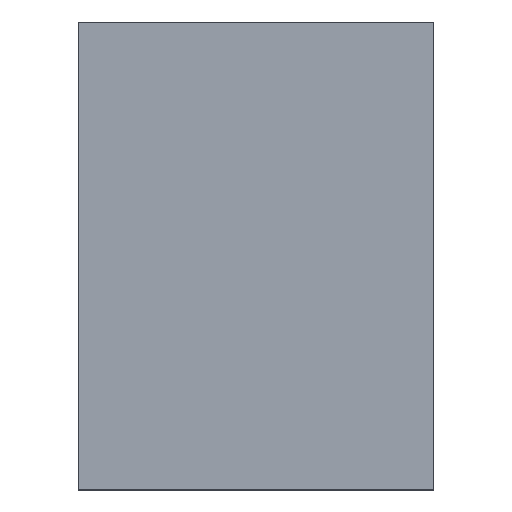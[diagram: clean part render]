
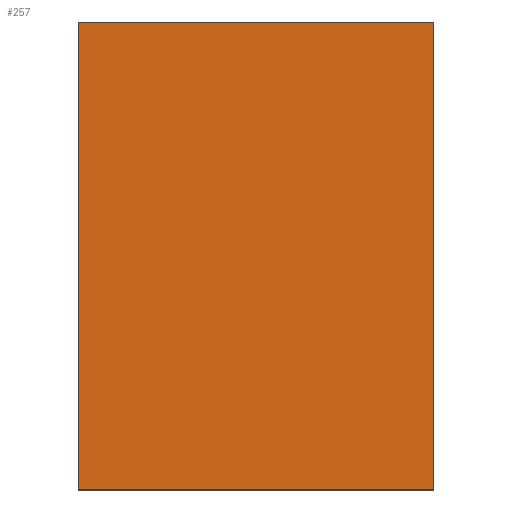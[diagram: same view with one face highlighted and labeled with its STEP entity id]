
A CAD part, left-side view. The second image highlights one B-rep face of the part: STEP entity #257.
In plain terms, the highlighted planar face has unit normal (-1, 0, 0).
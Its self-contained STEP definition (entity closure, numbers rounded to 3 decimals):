
#20 = CARTESIAN_POINT ( 'NONE',  ( -1., 0.95, 0.625 ) ) ;
#100 = LINE ( 'NONE', #680, #150 ) ;
#150 = VECTOR ( 'NONE', #739, 1000. ) ;
#151 = EDGE_LOOP ( 'NONE', ( #153, #830, #192, #713 ) ) ;
#153 = ORIENTED_EDGE ( 'NONE', *, *, #565, .T. ) ;
#155 = DIRECTION ( 'NONE',  ( 0., 0., -1. ) ) ;
#164 = EDGE_CURVE ( 'NONE', #763, #925, #373, .T. ) ;
#192 = ORIENTED_EDGE ( 'NONE', *, *, #164, .F. ) ;
#223 = VERTEX_POINT ( 'NONE', #790 ) ;
#243 = VECTOR ( 'NONE', #329, 1000. ) ;
#257 = ADVANCED_FACE ( 'NONE', ( #568 ), #571, .F. ) ;
#258 = LINE ( 'NONE', #803, #698 ) ;
#314 = EDGE_CURVE ( 'NONE', #925, #767, #517, .T. ) ;
#329 = DIRECTION ( 'NONE',  ( 0., 0., 1. ) ) ;
#338 = DIRECTION ( 'NONE',  ( 0., 0., 1. ) ) ;
#373 = LINE ( 'NONE', #902, #243 ) ;
#396 = CARTESIAN_POINT ( 'NONE',  ( -1., 0.95, 0.625 ) ) ;
#427 = CARTESIAN_POINT ( 'NONE',  ( -1., 0.95, -0.625 ) ) ;
#489 = DIRECTION ( 'NONE',  ( 1., 0., 0. ) ) ;
#517 = LINE ( 'NONE', #396, #531 ) ;
#531 = VECTOR ( 'NONE', #838, 1000. ) ;
#565 = EDGE_CURVE ( 'NONE', #223, #767, #258, .T. ) ;
#568 = FACE_OUTER_BOUND ( 'NONE', #151, .T. ) ;
#571 = PLANE ( 'NONE',  #638 ) ;
#610 = EDGE_CURVE ( 'NONE', #763, #223, #100, .T. ) ;
#638 = AXIS2_PLACEMENT_3D ( 'NONE', #644, #489, #155 ) ;
#639 = CARTESIAN_POINT ( 'NONE',  ( -1., 0., 0.625 ) ) ;
#644 = CARTESIAN_POINT ( 'NONE',  ( -1., 0.95, 0.625 ) ) ;
#680 = CARTESIAN_POINT ( 'NONE',  ( -1., 0.95, -0.625 ) ) ;
#698 = VECTOR ( 'NONE', #338, 1000. ) ;
#713 = ORIENTED_EDGE ( 'NONE', *, *, #610, .T. ) ;
#739 = DIRECTION ( 'NONE',  ( 0., -1., 0. ) ) ;
#763 = VERTEX_POINT ( 'NONE', #427 ) ;
#767 = VERTEX_POINT ( 'NONE', #639 ) ;
#790 = CARTESIAN_POINT ( 'NONE',  ( -1., 0., -0.625 ) ) ;
#803 = CARTESIAN_POINT ( 'NONE',  ( -1., 0., 0.625 ) ) ;
#830 = ORIENTED_EDGE ( 'NONE', *, *, #314, .F. ) ;
#838 = DIRECTION ( 'NONE',  ( 0., -1., 0. ) ) ;
#902 = CARTESIAN_POINT ( 'NONE',  ( -1., 0.95, 0.625 ) ) ;
#925 = VERTEX_POINT ( 'NONE', #20 ) ;
